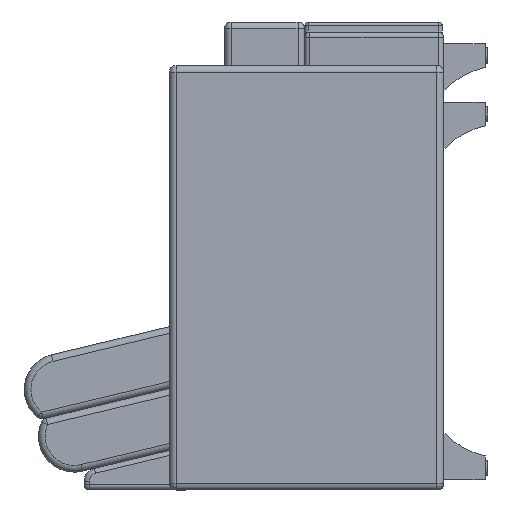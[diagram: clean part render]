
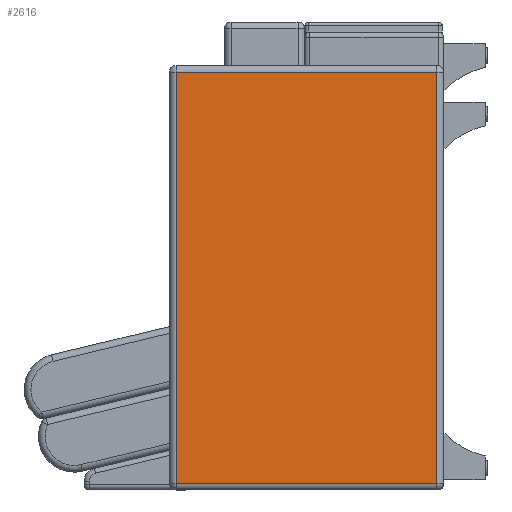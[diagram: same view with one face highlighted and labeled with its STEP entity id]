
A CAD part, left-side view. The second image highlights one B-rep face of the part: STEP entity #2616.
In plain terms, the highlighted face is planar.
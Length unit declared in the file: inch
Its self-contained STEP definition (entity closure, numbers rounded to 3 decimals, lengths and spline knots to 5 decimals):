
#176=PLANE('',#3143);
#389=FACE_OUTER_BOUND('',#581,.T.);
#581=EDGE_LOOP('',(#2302,#2303,#2304,#2305));
#746=LINE('',#4782,#918);
#754=LINE('',#4819,#926);
#756=LINE('',#4825,#928);
#757=LINE('',#4826,#929);
#918=VECTOR('',#3986,0.3937);
#926=VECTOR('',#4032,0.3937);
#928=VECTOR('',#4038,0.3937);
#929=VECTOR('',#4039,0.3937);
#1287=VERTEX_POINT('',#4779);
#1288=VERTEX_POINT('',#4781);
#1298=VERTEX_POINT('',#4818);
#1300=VERTEX_POINT('',#4824);
#1615=EDGE_CURVE('',#1287,#1288,#746,.T.);
#1634=EDGE_CURVE('',#1288,#1298,#754,.T.);
#1637=EDGE_CURVE('',#1300,#1287,#756,.T.);
#1638=EDGE_CURVE('',#1298,#1300,#757,.T.);
#2302=ORIENTED_EDGE('',*,*,#1615,.F.);
#2303=ORIENTED_EDGE('',*,*,#1637,.F.);
#2304=ORIENTED_EDGE('',*,*,#1638,.F.);
#2305=ORIENTED_EDGE('',*,*,#1634,.F.);
#2616=ADVANCED_FACE('',(#389),#176,.T.);
#3143=AXIS2_PLACEMENT_3D('',#4823,#4036,#4037);
#3986=DIRECTION('',(0.,0.,-1.));
#4032=DIRECTION('',(0.,-1.,0.));
#4036=DIRECTION('center_axis',(1.,0.,0.));
#4037=DIRECTION('ref_axis',(0.,0.,-1.));
#4038=DIRECTION('',(0.,1.,0.));
#4039=DIRECTION('',(0.,0.,1.));
#4779=CARTESIAN_POINT('',(2.5,10.05631,13.97163));
#4781=CARTESIAN_POINT('',(2.5,10.05631,-16.77268));
#4782=CARTESIAN_POINT('',(2.5,10.05631,-9.21161));
#4818=CARTESIAN_POINT('',(2.5,-9.44369,-16.77268));
#4819=CARTESIAN_POINT('',(2.5,-4.94369,-16.77268));
#4823=CARTESIAN_POINT('Origin',(2.5,0.05631,-1.40053));
#4824=CARTESIAN_POINT('',(2.5,-9.44369,13.97163));
#4825=CARTESIAN_POINT('',(2.5,5.05631,13.97163));
#4826=CARTESIAN_POINT('',(2.5,-9.44369,6.41055));
